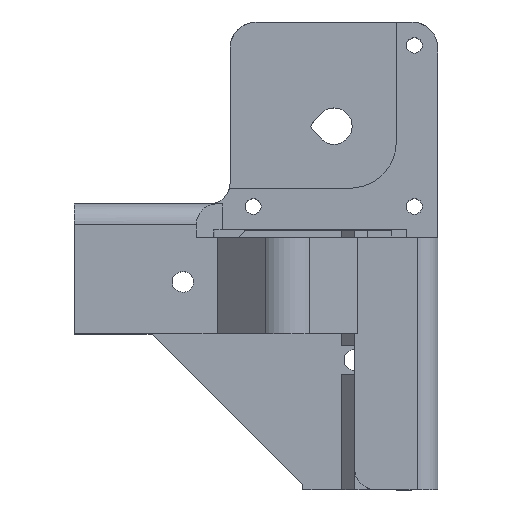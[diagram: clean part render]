
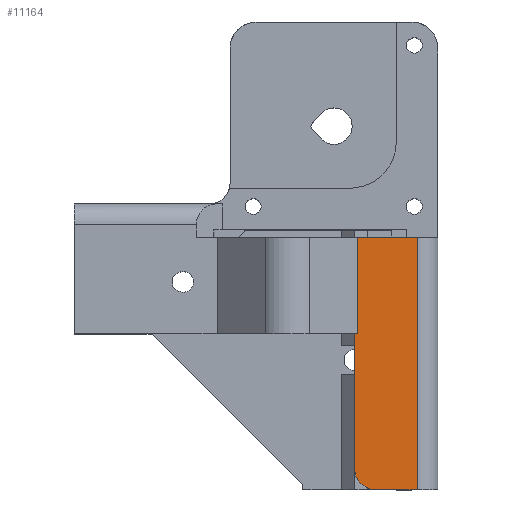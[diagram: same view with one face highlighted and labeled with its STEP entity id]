
A CAD part, top view. The second image highlights one B-rep face of the part: STEP entity #11164.
In plain terms, the highlighted planar face has unit normal (0, 0, 1).
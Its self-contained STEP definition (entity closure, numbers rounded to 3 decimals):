
#1109 = PLANE('',#1110);
#1110 = AXIS2_PLACEMENT_3D('',#1111,#1112,#1113);
#1111 = CARTESIAN_POINT('',(-22.745,-40.,-7.416));
#1112 = DIRECTION('',(0.,-1.,0.));
#1113 = DIRECTION('',(-1.,0.,0.));
#1157 = PLANE('',#1158);
#1158 = AXIS2_PLACEMENT_3D('',#1159,#1160,#1161);
#1159 = CARTESIAN_POINT('',(4.,-82.086,5.));
#1160 = DIRECTION('',(1.,0.,0.));
#1161 = DIRECTION('',(0.,1.,0.));
#1185 = CYLINDRICAL_SURFACE('',#1186,4.);
#1186 = AXIS2_PLACEMENT_3D('',#1187,#1188,#1189);
#1187 = CARTESIAN_POINT('',(8.,-66.,-15.));
#1188 = DIRECTION('',(0.,0.,1.));
#1189 = DIRECTION('',(0.,-1.,0.));
#1212 = PLANE('',#1213);
#1213 = AXIS2_PLACEMENT_3D('',#1214,#1215,#1216);
#1214 = CARTESIAN_POINT('',(7.393,-70.,-11.27));
#1215 = DIRECTION('',(-0.,-1.,-0.));
#1216 = DIRECTION('',(0.,0.,-1.));
#1262 = PLANE('',#1263);
#1263 = AXIS2_PLACEMENT_3D('',#1264,#1265,#1266);
#1264 = CARTESIAN_POINT('',(-3.423,-21.5,4.789));
#1265 = DIRECTION('',(0.,1.,0.));
#1266 = DIRECTION('',(0.,0.,1.));
#5222 = VERTEX_POINT('',#5223);
#5223 = CARTESIAN_POINT('',(4.485,-21.5,5.));
#5237 = PLANE('',#5238);
#5238 = AXIS2_PLACEMENT_3D('',#5239,#5240,#5241);
#5239 = CARTESIAN_POINT('',(7.527,-40.,1.958));
#5240 = DIRECTION('',(0.707,0.,0.707)
  );
#5241 = DIRECTION('',(-0.707,0.,0.707)
  );
#5249 = EDGE_CURVE('',#5222,#5250,#5252,.T.);
#5250 = VERTEX_POINT('',#5251);
#5251 = CARTESIAN_POINT('',(16.,-21.5,5.));
#5252 = SURFACE_CURVE('',#5253,(#5257,#5264),.PCURVE_S1.);
#5253 = LINE('',#5254,#5255);
#5254 = CARTESIAN_POINT('',(-35.75,-21.5,5.));
#5255 = VECTOR('',#5256,1.);
#5256 = DIRECTION('',(1.,0.,0.));
#5257 = PCURVE('',#1262,#5258);
#5258 = DEFINITIONAL_REPRESENTATION('',(#5259),#5263);
#5259 = LINE('',#5260,#5261);
#5260 = CARTESIAN_POINT('',(0.211,-32.327));
#5261 = VECTOR('',#5262,1.);
#5262 = DIRECTION('',(0.,1.));
#5263 = ( GEOMETRIC_REPRESENTATION_CONTEXT(2) 
PARAMETRIC_REPRESENTATION_CONTEXT() REPRESENTATION_CONTEXT('2D SPACE',''
  ) );
#5264 = PCURVE('',#5265,#5270);
#5265 = PLANE('',#5266);
#5266 = AXIS2_PLACEMENT_3D('',#5267,#5268,#5269);
#5267 = CARTESIAN_POINT('',(-50.,-15.,5.));
#5268 = DIRECTION('',(0.,0.,-1.));
#5269 = DIRECTION('',(-1.,0.,0.));
#5270 = DEFINITIONAL_REPRESENTATION('',(#5271),#5274);
#5271 = B_SPLINE_CURVE_WITH_KNOTS('',1,(#5272,#5273),.UNSPECIFIED.,.F.,
  .F.,(2,2),(9.25,51.75),.PIECEWISE_BEZIER_KNOTS.);
#5272 = CARTESIAN_POINT('',(-23.5,-6.5));
#5273 = CARTESIAN_POINT('',(-66.,-6.5));
#5274 = ( GEOMETRIC_REPRESENTATION_CONTEXT(2) 
PARAMETRIC_REPRESENTATION_CONTEXT() REPRESENTATION_CONTEXT('2D SPACE',''
  ) );
#5293 = CYLINDRICAL_SURFACE('',#5294,4.);
#5294 = AXIS2_PLACEMENT_3D('',#5295,#5296,#5297);
#5295 = CARTESIAN_POINT('',(16.,-70.,1.));
#5296 = DIRECTION('',(0.,1.,0.));
#5297 = DIRECTION('',(0.,0.,1.));
#5564 = EDGE_CURVE('',#5565,#5567,#5569,.T.);
#5565 = VERTEX_POINT('',#5566);
#5566 = CARTESIAN_POINT('',(8.,-70.,5.));
#5567 = VERTEX_POINT('',#5568);
#5568 = CARTESIAN_POINT('',(16.,-70.,5.));
#5569 = SURFACE_CURVE('',#5570,(#5574,#5581),.PCURVE_S1.);
#5570 = LINE('',#5571,#5572);
#5571 = CARTESIAN_POINT('',(-6.,-70.,5.));
#5572 = VECTOR('',#5573,1.);
#5573 = DIRECTION('',(1.,0.,0.));
#5574 = PCURVE('',#1212,#5575);
#5575 = DEFINITIONAL_REPRESENTATION('',(#5576),#5580);
#5576 = LINE('',#5577,#5578);
#5577 = CARTESIAN_POINT('',(-16.27,-13.393));
#5578 = VECTOR('',#5579,1.);
#5579 = DIRECTION('',(0.,1.));
#5580 = ( GEOMETRIC_REPRESENTATION_CONTEXT(2) 
PARAMETRIC_REPRESENTATION_CONTEXT() REPRESENTATION_CONTEXT('2D SPACE',''
  ) );
#5581 = PCURVE('',#5265,#5582);
#5582 = DEFINITIONAL_REPRESENTATION('',(#5583),#5587);
#5583 = LINE('',#5584,#5585);
#5584 = CARTESIAN_POINT('',(-44.,-55.));
#5585 = VECTOR('',#5586,1.);
#5586 = DIRECTION('',(-1.,0.));
#5587 = ( GEOMETRIC_REPRESENTATION_CONTEXT(2) 
PARAMETRIC_REPRESENTATION_CONTEXT() REPRESENTATION_CONTEXT('2D SPACE',''
  ) );
#5934 = VERTEX_POINT('',#5935);
#5935 = CARTESIAN_POINT('',(4.,-66.,5.));
#5956 = EDGE_CURVE('',#5565,#5934,#5957,.T.);
#5957 = SURFACE_CURVE('',#5958,(#5963,#5970),.PCURVE_S1.);
#5958 = CIRCLE('',#5959,4.);
#5959 = AXIS2_PLACEMENT_3D('',#5960,#5961,#5962);
#5960 = CARTESIAN_POINT('',(8.,-66.,5.));
#5961 = DIRECTION('',(-0.,-0.,-1.));
#5962 = DIRECTION('',(0.,-1.,0.));
#5963 = PCURVE('',#1185,#5964);
#5964 = DEFINITIONAL_REPRESENTATION('',(#5965),#5969);
#5965 = LINE('',#5966,#5967);
#5966 = CARTESIAN_POINT('',(-0.,20.));
#5967 = VECTOR('',#5968,1.);
#5968 = DIRECTION('',(-1.,0.));
#5969 = ( GEOMETRIC_REPRESENTATION_CONTEXT(2) 
PARAMETRIC_REPRESENTATION_CONTEXT() REPRESENTATION_CONTEXT('2D SPACE',''
  ) );
#5970 = PCURVE('',#5265,#5971);
#5971 = DEFINITIONAL_REPRESENTATION('',(#5972),#5976);
#5972 = CIRCLE('',#5973,4.);
#5973 = AXIS2_PLACEMENT_2D('',#5974,#5975);
#5974 = CARTESIAN_POINT('',(-58.,-51.));
#5975 = DIRECTION('',(0.,-1.));
#5976 = ( GEOMETRIC_REPRESENTATION_CONTEXT(2) 
PARAMETRIC_REPRESENTATION_CONTEXT() REPRESENTATION_CONTEXT('2D SPACE',''
  ) );
#5981 = EDGE_CURVE('',#5982,#5984,#5986,.T.);
#5982 = VERTEX_POINT('',#5983);
#5983 = CARTESIAN_POINT('',(4.485,-40.,5.));
#5984 = VERTEX_POINT('',#5985);
#5985 = CARTESIAN_POINT('',(4.,-40.,5.));
#5986 = SURFACE_CURVE('',#5987,(#5991,#5998),.PCURVE_S1.);
#5987 = LINE('',#5988,#5989);
#5988 = CARTESIAN_POINT('',(-29.5,-40.,5.));
#5989 = VECTOR('',#5990,1.);
#5990 = DIRECTION('',(-1.,0.,-0.));
#5991 = PCURVE('',#1109,#5992);
#5992 = DEFINITIONAL_REPRESENTATION('',(#5993),#5997);
#5993 = LINE('',#5994,#5995);
#5994 = CARTESIAN_POINT('',(6.755,-12.416));
#5995 = VECTOR('',#5996,1.);
#5996 = DIRECTION('',(1.,0.));
#5997 = ( GEOMETRIC_REPRESENTATION_CONTEXT(2) 
PARAMETRIC_REPRESENTATION_CONTEXT() REPRESENTATION_CONTEXT('2D SPACE',''
  ) );
#5998 = PCURVE('',#5265,#5999);
#5999 = DEFINITIONAL_REPRESENTATION('',(#6000),#6003);
#6000 = B_SPLINE_CURVE_WITH_KNOTS('',1,(#6001,#6002),.UNSPECIFIED.,.F.,
  .F.,(2,2),(-40.333,-0.667),.PIECEWISE_BEZIER_KNOTS.);
#6001 = CARTESIAN_POINT('',(-60.833,-25.));
#6002 = CARTESIAN_POINT('',(-21.167,-25.));
#6003 = ( GEOMETRIC_REPRESENTATION_CONTEXT(2) 
PARAMETRIC_REPRESENTATION_CONTEXT() REPRESENTATION_CONTEXT('2D SPACE',''
  ) );
#6212 = EDGE_CURVE('',#5934,#5984,#6213,.T.);
#6213 = SURFACE_CURVE('',#6214,(#6218,#6225),.PCURVE_S1.);
#6214 = LINE('',#6215,#6216);
#6215 = CARTESIAN_POINT('',(4.,-82.086,5.));
#6216 = VECTOR('',#6217,1.);
#6217 = DIRECTION('',(0.,1.,0.));
#6218 = PCURVE('',#1157,#6219);
#6219 = DEFINITIONAL_REPRESENTATION('',(#6220),#6224);
#6220 = LINE('',#6221,#6222);
#6221 = CARTESIAN_POINT('',(0.,0.));
#6222 = VECTOR('',#6223,1.);
#6223 = DIRECTION('',(1.,0.));
#6224 = ( GEOMETRIC_REPRESENTATION_CONTEXT(2) 
PARAMETRIC_REPRESENTATION_CONTEXT() REPRESENTATION_CONTEXT('2D SPACE',''
  ) );
#6225 = PCURVE('',#5265,#6226);
#6226 = DEFINITIONAL_REPRESENTATION('',(#6227),#6231);
#6227 = LINE('',#6228,#6229);
#6228 = CARTESIAN_POINT('',(-54.,-67.086));
#6229 = VECTOR('',#6230,1.);
#6230 = DIRECTION('',(0.,1.));
#6231 = ( GEOMETRIC_REPRESENTATION_CONTEXT(2) 
PARAMETRIC_REPRESENTATION_CONTEXT() REPRESENTATION_CONTEXT('2D SPACE',''
  ) );
#11144 = EDGE_CURVE('',#5222,#5982,#11145,.T.);
#11145 = SURFACE_CURVE('',#11146,(#11150,#11156),.PCURVE_S1.);
#11146 = LINE('',#11147,#11148);
#11147 = CARTESIAN_POINT('',(4.485,-27.5,5.));
#11148 = VECTOR('',#11149,1.);
#11149 = DIRECTION('',(0.,-1.,0.));
#11150 = PCURVE('',#5237,#11151);
#11151 = DEFINITIONAL_REPRESENTATION('',(#11152),#11155);
#11152 = B_SPLINE_CURVE_WITH_KNOTS('',1,(#11153,#11154),.UNSPECIFIED.,
  .F.,.F.,(2,2),(-7.85,14.35),.PIECEWISE_BEZIER_KNOTS.);
#11153 = CARTESIAN_POINT('',(4.302,-20.35));
#11154 = CARTESIAN_POINT('',(4.302,1.85));
#11155 = ( GEOMETRIC_REPRESENTATION_CONTEXT(2) 
PARAMETRIC_REPRESENTATION_CONTEXT() REPRESENTATION_CONTEXT('2D SPACE',''
  ) );
#11156 = PCURVE('',#5265,#11157);
#11157 = DEFINITIONAL_REPRESENTATION('',(#11158),#11161);
#11158 = B_SPLINE_CURVE_WITH_KNOTS('',1,(#11159,#11160),.UNSPECIFIED.,
  .F.,.F.,(2,2),(-7.85,14.35),.PIECEWISE_BEZIER_KNOTS.);
#11159 = CARTESIAN_POINT('',(-54.485,-4.65));
#11160 = CARTESIAN_POINT('',(-54.485,-26.85));
#11161 = ( GEOMETRIC_REPRESENTATION_CONTEXT(2) 
PARAMETRIC_REPRESENTATION_CONTEXT() REPRESENTATION_CONTEXT('2D SPACE',''
  ) );
#11164 = ADVANCED_FACE('',(#11165),#5265,.F.);
#11165 = FACE_BOUND('',#11166,.F.);
#11166 = EDGE_LOOP('',(#11167,#11168,#11169,#11170,#11171,#11172,#11173)
  );
#11167 = ORIENTED_EDGE('',*,*,#5564,.F.);
#11168 = ORIENTED_EDGE('',*,*,#5956,.T.);
#11169 = ORIENTED_EDGE('',*,*,#6212,.T.);
#11170 = ORIENTED_EDGE('',*,*,#5981,.F.);
#11171 = ORIENTED_EDGE('',*,*,#11144,.F.);
#11172 = ORIENTED_EDGE('',*,*,#5249,.T.);
#11173 = ORIENTED_EDGE('',*,*,#11174,.F.);
#11174 = EDGE_CURVE('',#5567,#5250,#11175,.T.);
#11175 = SURFACE_CURVE('',#11176,(#11180,#11187),.PCURVE_S1.);
#11176 = LINE('',#11177,#11178);
#11177 = CARTESIAN_POINT('',(16.,-70.,5.));
#11178 = VECTOR('',#11179,1.);
#11179 = DIRECTION('',(0.,1.,0.));
#11180 = PCURVE('',#5265,#11181);
#11181 = DEFINITIONAL_REPRESENTATION('',(#11182),#11186);
#11182 = LINE('',#11183,#11184);
#11183 = CARTESIAN_POINT('',(-66.,-55.));
#11184 = VECTOR('',#11185,1.);
#11185 = DIRECTION('',(0.,1.));
#11186 = ( GEOMETRIC_REPRESENTATION_CONTEXT(2) 
PARAMETRIC_REPRESENTATION_CONTEXT() REPRESENTATION_CONTEXT('2D SPACE',''
  ) );
#11187 = PCURVE('',#5293,#11188);
#11188 = DEFINITIONAL_REPRESENTATION('',(#11189),#11193);
#11189 = LINE('',#11190,#11191);
#11190 = CARTESIAN_POINT('',(0.,0.));
#11191 = VECTOR('',#11192,1.);
#11192 = DIRECTION('',(0.,1.));
#11193 = ( GEOMETRIC_REPRESENTATION_CONTEXT(2) 
PARAMETRIC_REPRESENTATION_CONTEXT() REPRESENTATION_CONTEXT('2D SPACE',''
  ) );
